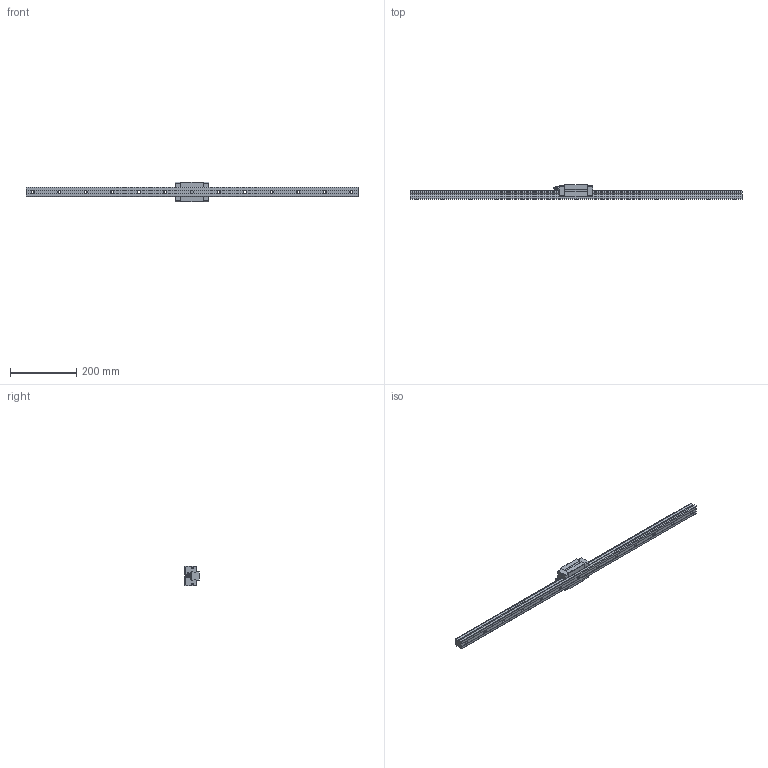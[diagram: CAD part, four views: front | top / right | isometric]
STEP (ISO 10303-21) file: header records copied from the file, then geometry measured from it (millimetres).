
FILE_DESCRIPTION(/* description */ ('GD30NA'),/* implementation_level */ '2;1');
FILE_NAME(/* name */ 'GD30NA_A.stp',/* time_stamp */ '2021-11-25T08:27:28+01:00',/* author */ ('Support'),/* organization */ (''),/* preprocessor_version */ 'ST-DEVELOPER v18.1',/* originating_system */ 'Autodesk Inventor 2021',/* authorisation */ '');
FILE_SCHEMA (('AUTOMOTIVE_DESIGN { 1 0 10303 214 3 1 1 }'));
Length unit declared in the file: millimetre
Products named in the file (3): GD30NA; GD30NA_Rail; GD30NA_CarriageNA
Assembly tree (2 placements, depth 2):
  GD30NA
    GD30NA_Rail
    GD30NA_CarriageNA
Bounding box: 1000 x 45 x 60 mm (x, y, z)
Volume: 778574 mm3; surface area: 155044 mm2
Topology: 5 solids, 5 shells, 250 faces, 657 edges, 433 vertices
Faces by surface type: plane 151, cone 49, cylinder 46, torus 4
Full cylindrical faces by diameter (mm): 2 x1, 2.459 x4, 4.917 x2, 6 x2, 6.647 x4, 9 x13, 10 x1, 14 x13
Entity records: 8122 total; most frequent: CARTESIAN_POINT 1460, DIRECTION 1306, ORIENTED_EDGE 1294, EDGE_CURVE 647, LINE 438, VECTOR 438, AXIS2_PLACEMENT_3D 434, VERTEX_POINT 433
